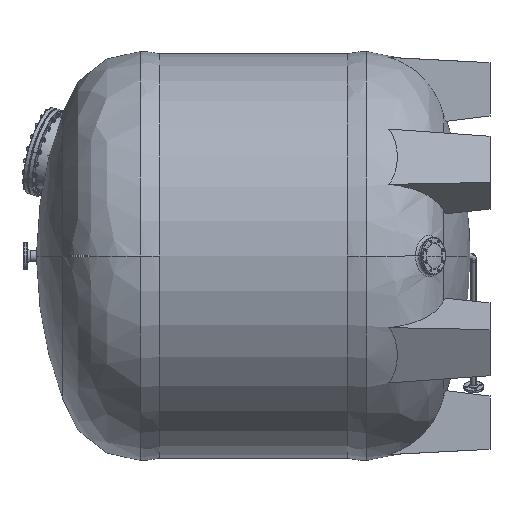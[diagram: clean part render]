
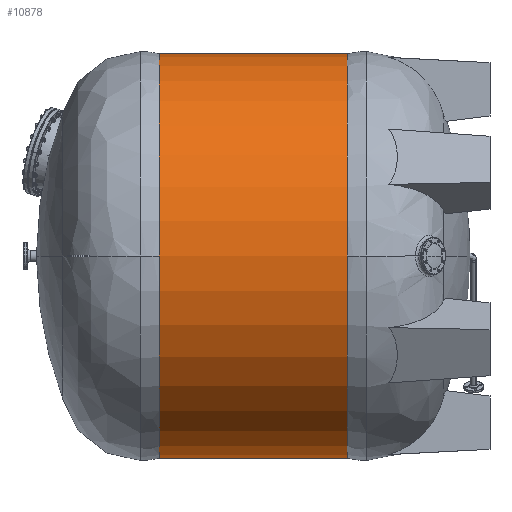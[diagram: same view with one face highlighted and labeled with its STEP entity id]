
A CAD part, left-side view. The second image highlights one B-rep face of the part: STEP entity #10878.
In plain terms, the highlighted cylindrical face has radius 1516 mm (diameter 3032 mm), a partial arc.
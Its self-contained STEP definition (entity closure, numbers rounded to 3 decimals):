
#675 = CARTESIAN_POINT ( 'NONE',  ( 0., 0., 1516. ) ) ;
#677 = CARTESIAN_POINT ( 'NONE',  ( 0., 0., -1516. ) ) ;
#830 = DIRECTION ( 'NONE',  ( 0., -1., 0. ) ) ;
#1221 = EDGE_LOOP ( 'NONE', ( #32309, #56661, #21403, #55664, #33659, #19962 ) ) ;
#4601 = CIRCLE ( 'NONE', #35311, 1516. ) ;
#5418 = DIRECTION ( 'NONE',  ( 0., 0., 1. ) ) ;
#6408 = DIRECTION ( 'NONE',  ( 0., 1., 0. ) ) ;
#9639 = DIRECTION ( 'NONE',  ( 0., -1., 0. ) ) ;
#10878 = ADVANCED_FACE ( 'NONE', ( #54262 ), #24084, .T. ) ;
#14104 = DIRECTION ( 'NONE',  ( 0., 1., 0. ) ) ;
#15264 = AXIS2_PLACEMENT_3D ( 'NONE', #55734, #9639, #19228 ) ;
#15729 = CARTESIAN_POINT ( 'NONE',  ( 0., 892.825, 0. ) ) ;
#15875 = DIRECTION ( 'NONE',  ( 0., 0., 1. ) ) ;
#16191 = DIRECTION ( 'NONE',  ( 0., 1., 0. ) ) ;
#17907 = VERTEX_POINT ( 'NONE', #32064 ) ;
#18098 = VERTEX_POINT ( 'NONE', #43901 ) ;
#18290 = VECTOR ( 'NONE', #22001, 1000. ) ;
#19228 = DIRECTION ( 'NONE',  ( 0., 0., 1. ) ) ;
#19962 = ORIENTED_EDGE ( 'NONE', *, *, #48079, .T. ) ;
#21403 = ORIENTED_EDGE ( 'NONE', *, *, #56392, .T. ) ;
#21902 = VERTEX_POINT ( 'NONE', #31987 ) ;
#22001 = DIRECTION ( 'NONE',  ( 0., 1., 0. ) ) ;
#22521 = VECTOR ( 'NONE', #14104, 1000. ) ;
#23028 = CARTESIAN_POINT ( 'NONE',  ( 0., 2303.175, 0. ) ) ;
#23204 = DIRECTION ( 'NONE',  ( 0., 1., 0. ) ) ;
#24084 = CYLINDRICAL_SURFACE ( 'NONE', #45469, 1516. ) ;
#24941 = EDGE_CURVE ( 'NONE', #17907, #39352, #44707, .T. ) ;
#25013 = VERTEX_POINT ( 'NONE', #33662 ) ;
#27566 = AXIS2_PLACEMENT_3D ( 'NONE', #33665, #16191, #15875 ) ;
#28976 = AXIS2_PLACEMENT_3D ( 'NONE', #15729, #6408, #29177 ) ;
#29177 = DIRECTION ( 'NONE',  ( 0., 0., 1. ) ) ;
#31986 = CARTESIAN_POINT ( 'NONE',  ( 0., 0., 0. ) ) ;
#31987 = CARTESIAN_POINT ( 'NONE',  ( 0., 2303.175, -1516. ) ) ;
#32064 = CARTESIAN_POINT ( 'NONE',  ( 0., 892.825, -1516. ) ) ;
#32309 = ORIENTED_EDGE ( 'NONE', *, *, #33146, .F. ) ;
#33146 = EDGE_CURVE ( 'NONE', #17907, #21902, #53903, .T. ) ;
#33167 = CIRCLE ( 'NONE', #27566, 1516. ) ;
#33659 = ORIENTED_EDGE ( 'NONE', *, *, #42867, .T. ) ;
#33662 = CARTESIAN_POINT ( 'NONE',  ( -1516., 2303.175, 0. ) ) ;
#33665 = CARTESIAN_POINT ( 'NONE',  ( 0., 892.825, 0. ) ) ;
#35311 = AXIS2_PLACEMENT_3D ( 'NONE', #23028, #830, #54655 ) ;
#37198 = EDGE_CURVE ( 'NONE', #49050, #18098, #41180, .T. ) ;
#38494 = CIRCLE ( 'NONE', #15264, 1516. ) ;
#38847 = CARTESIAN_POINT ( 'NONE',  ( -1516., 892.825, 0. ) ) ;
#39352 = VERTEX_POINT ( 'NONE', #38847 ) ;
#41180 = LINE ( 'NONE', #675, #22521 ) ;
#42867 = EDGE_CURVE ( 'NONE', #18098, #25013, #38494, .T. ) ;
#43901 = CARTESIAN_POINT ( 'NONE',  ( 0., 2303.175, 1516. ) ) ;
#44707 = CIRCLE ( 'NONE', #28976, 1516. ) ;
#45469 = AXIS2_PLACEMENT_3D ( 'NONE', #31986, #23204, #5418 ) ;
#48057 = CARTESIAN_POINT ( 'NONE',  ( 0., 892.825, 1516. ) ) ;
#48079 = EDGE_CURVE ( 'NONE', #25013, #21902, #4601, .T. ) ;
#49050 = VERTEX_POINT ( 'NONE', #48057 ) ;
#53903 = LINE ( 'NONE', #677, #18290 ) ;
#54262 = FACE_OUTER_BOUND ( 'NONE', #1221, .T. ) ;
#54655 = DIRECTION ( 'NONE',  ( 0., 0., 1. ) ) ;
#55664 = ORIENTED_EDGE ( 'NONE', *, *, #37198, .T. ) ;
#55734 = CARTESIAN_POINT ( 'NONE',  ( 0., 2303.175, 0. ) ) ;
#56392 = EDGE_CURVE ( 'NONE', #39352, #49050, #33167, .T. ) ;
#56661 = ORIENTED_EDGE ( 'NONE', *, *, #24941, .T. ) ;
